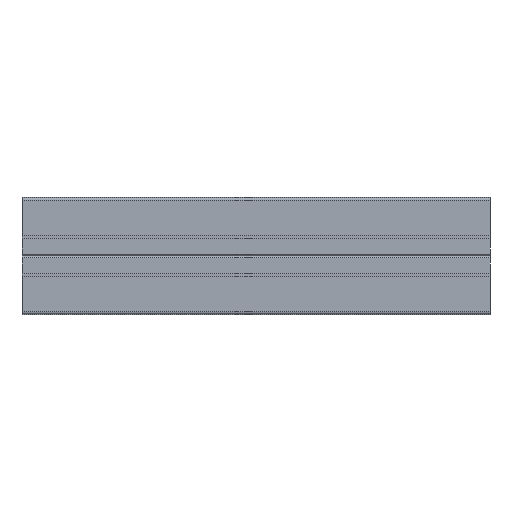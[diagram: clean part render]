
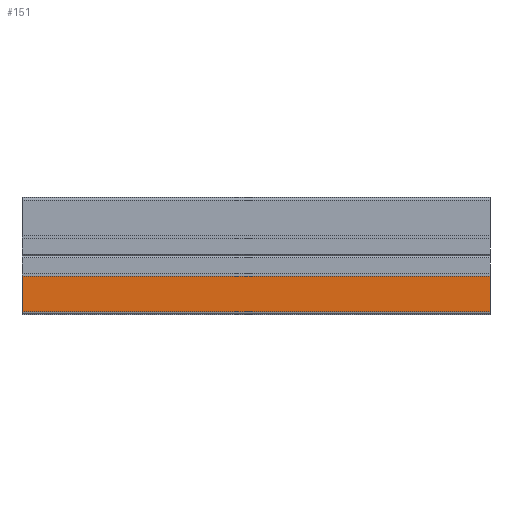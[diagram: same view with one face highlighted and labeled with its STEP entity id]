
A CAD part, left-side view. The second image highlights one B-rep face of the part: STEP entity #151.
In plain terms, the highlighted planar face has unit normal (-1, 0, 0).
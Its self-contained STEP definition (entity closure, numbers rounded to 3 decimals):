
#151=ADVANCED_FACE('',(#385),#386,.T.);
#385=FACE_OUTER_BOUND('',#701,.T.);
#386=PLANE('',#702);
#701=EDGE_LOOP('',(#1071,#1072,#1073,#1074));
#702=AXIS2_PLACEMENT_3D('',#1075,#1076,#1077);
#1071=ORIENTED_EDGE('',*,*,#2043,.T.);
#1072=ORIENTED_EDGE('',*,*,#2044,.F.);
#1073=ORIENTED_EDGE('',*,*,#1985,.T.);
#1074=ORIENTED_EDGE('',*,*,#2045,.T.);
#1075=CARTESIAN_POINT('',(-10.0,0.0,0.));
#1076=DIRECTION('',(-1.0,-0.0,0.0));
#1077=DIRECTION('',(0.0,0.,-1.0));
#1985=EDGE_CURVE('',#2390,#2388,#2391,.T.);
#2043=EDGE_CURVE('',#2492,#2493,#2494,.T.);
#2044=EDGE_CURVE('',#2390,#2493,#2495,.T.);
#2045=EDGE_CURVE('',#2388,#2492,#2496,.T.);
#2388=VERTEX_POINT('',#2991);
#2390=VERTEX_POINT('',#2993);
#2391=LINE('',#2994,#2995);
#2492=VERTEX_POINT('',#3140);
#2493=VERTEX_POINT('',#3141);
#2494=LINE('',#3142,#3143);
#2495=LINE('',#3144,#3145);
#2496=LINE('',#3146,#3147);
#2991=CARTESIAN_POINT('',(-10.0,-80.0,-9.5));
#2993=CARTESIAN_POINT('',(-10.0,0.,-9.5));
#2994=CARTESIAN_POINT('',(-10.0,0.,-9.5));
#2995=VECTOR('',#3855,1.0);
#3140=CARTESIAN_POINT('',(-10.0,-80.0,-3.5));
#3141=CARTESIAN_POINT('',(-10.,0.,-3.5));
#3142=CARTESIAN_POINT('',(-10.0,0.,-3.5));
#3143=VECTOR('',#3903,1.0);
#3144=CARTESIAN_POINT('',(-10.0,0.,-9.5));
#3145=VECTOR('',#3904,1.0);
#3146=CARTESIAN_POINT('',(-10.0,-80.0,-9.5));
#3147=VECTOR('',#3905,1.0);
#3855=DIRECTION('',(0.0,-1.0,0.));
#3903=DIRECTION('',(0.0,1.0,0.));
#3904=DIRECTION('',(0.0,0.,1.0));
#3905=DIRECTION('',(0.0,0.,1.0));
